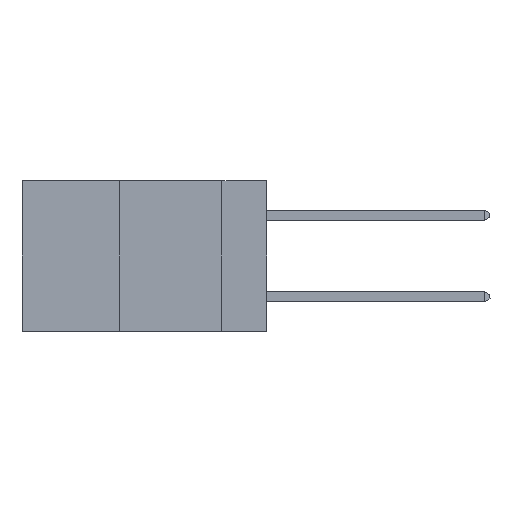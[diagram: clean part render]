
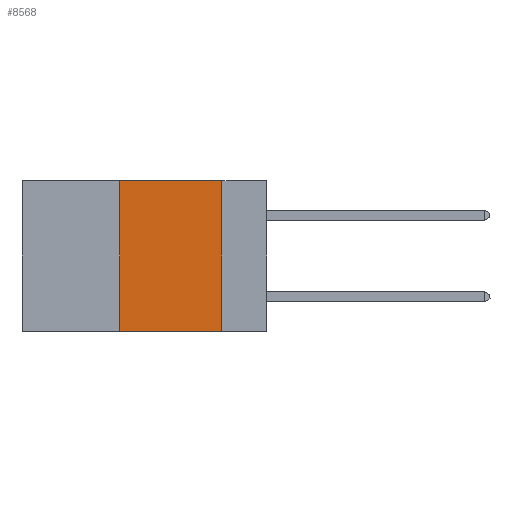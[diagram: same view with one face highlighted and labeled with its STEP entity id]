
A CAD part, left-side view. The second image highlights one B-rep face of the part: STEP entity #8568.
In plain terms, the highlighted planar face has unit normal (-1, 0, 0).
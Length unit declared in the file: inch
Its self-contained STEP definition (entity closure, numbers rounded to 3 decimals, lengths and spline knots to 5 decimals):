
#867 = LINE ( 'NONE', #1330, #14483 ) ;
#1018 = VERTEX_POINT ( 'NONE', #8914 ) ;
#1330 = CARTESIAN_POINT ( 'NONE',  ( 0., 0.6, -0.37 ) ) ;
#1968 = EDGE_LOOP ( 'NONE', ( #8505, #14658, #3566, #2818 ) ) ;
#2818 = ORIENTED_EDGE ( 'NONE', *, *, #15961, .T. ) ;
#3131 = DIRECTION ( 'NONE',  ( 0., -1., 0. ) ) ;
#3504 = FACE_OUTER_BOUND ( 'NONE', #1968, .T. ) ;
#3566 = ORIENTED_EDGE ( 'NONE', *, *, #21559, .F. ) ;
#3669 = EDGE_CURVE ( 'NONE', #11534, #8705, #4543, .T. ) ;
#4543 = LINE ( 'NONE', #8650, #22435 ) ;
#5586 = DIRECTION ( 'NONE',  ( 0., -1., 0. ) ) ;
#6776 = CARTESIAN_POINT ( 'NONE',  ( 0., 0.36, 0. ) ) ;
#7762 = CARTESIAN_POINT ( 'NONE',  ( 0., 0.6, 0. ) ) ;
#8382 = VECTOR ( 'NONE', #8566, 39.37008 ) ;
#8505 = ORIENTED_EDGE ( 'NONE', *, *, #3669, .F. ) ;
#8566 = DIRECTION ( 'NONE',  ( 0., 0., 1. ) ) ;
#8568 = ADVANCED_FACE ( 'NONE', ( #3504 ), #19862, .F. ) ;
#8650 = CARTESIAN_POINT ( 'NONE',  ( 0., 0.11, 0. ) ) ;
#8671 = DIRECTION ( 'NONE',  ( 0., 0., -1. ) ) ;
#8705 = VERTEX_POINT ( 'NONE', #20213 ) ;
#8914 = CARTESIAN_POINT ( 'NONE',  ( 0., 0.36, 0. ) ) ;
#10422 = AXIS2_PLACEMENT_3D ( 'NONE', #7762, #21517, #11301 ) ;
#11234 = EDGE_CURVE ( 'NONE', #1018, #11534, #21800, .T. ) ;
#11301 = DIRECTION ( 'NONE',  ( 0., 0., -1. ) ) ;
#11534 = VERTEX_POINT ( 'NONE', #21893 ) ;
#12619 = CARTESIAN_POINT ( 'NONE',  ( 0., 0.6, 0. ) ) ;
#14483 = VECTOR ( 'NONE', #3131, 39.37008 ) ;
#14658 = ORIENTED_EDGE ( 'NONE', *, *, #11234, .F. ) ;
#15961 = EDGE_CURVE ( 'NONE', #21951, #8705, #867, .T. ) ;
#17375 = VECTOR ( 'NONE', #5586, 39.37008 ) ;
#18246 = CARTESIAN_POINT ( 'NONE',  ( 0., 0.36, -0.37 ) ) ;
#19862 = PLANE ( 'NONE',  #10422 ) ;
#20213 = CARTESIAN_POINT ( 'NONE',  ( 0., 0.11, -0.37 ) ) ;
#21517 = DIRECTION ( 'NONE',  ( 1., 0., 0. ) ) ;
#21559 = EDGE_CURVE ( 'NONE', #21951, #1018, #22055, .T. ) ;
#21800 = LINE ( 'NONE', #12619, #17375 ) ;
#21893 = CARTESIAN_POINT ( 'NONE',  ( 0., 0.11, 0. ) ) ;
#21951 = VERTEX_POINT ( 'NONE', #18246 ) ;
#22055 = LINE ( 'NONE', #6776, #8382 ) ;
#22435 = VECTOR ( 'NONE', #8671, 39.37008 ) ;
